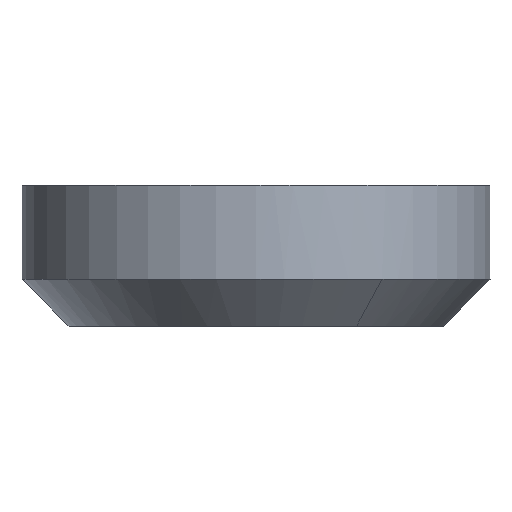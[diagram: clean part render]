
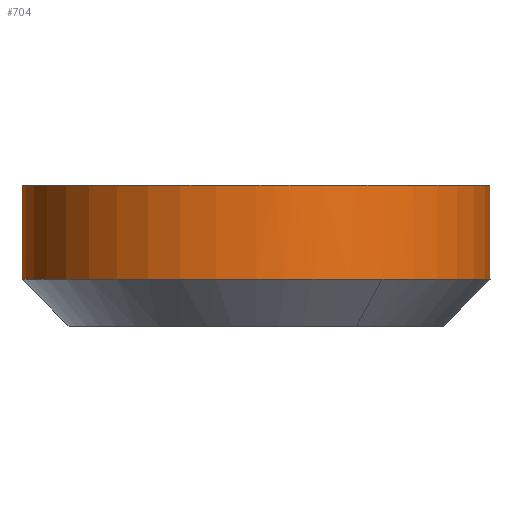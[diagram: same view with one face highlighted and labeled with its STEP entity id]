
A CAD part, top view. The second image highlights one B-rep face of the part: STEP entity #704.
In plain terms, the highlighted free-form (B-spline) face has degree [2, 1] with [7, 2] control points.
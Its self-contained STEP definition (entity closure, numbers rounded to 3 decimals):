
#438=CARTESIAN_POINT('',(4.965,-1.,-0.59));
#439=VERTEX_POINT('',#438);
#440=CARTESIAN_POINT('',(2.689,-1.,4.215));
#441=VERTEX_POINT('',#440);
#442=CARTESIAN_POINT('',(4.965,-1.,-0.59));
#443=CARTESIAN_POINT('',(5.,-1.0,-0.296));
#444=CARTESIAN_POINT('',(5.,-1.0,0.0));
#445=CARTESIAN_POINT('',(5.,-1.0,2.741));
#446=CARTESIAN_POINT('',(2.689,-1.,4.215));
#454=(BOUNDED_CURVE()B_SPLINE_CURVE(2,(#442,#443,#444,#445,#446),.UNSPECIFIED.,.F.,.U.)B_SPLINE_CURVE_WITH_KNOTS((3,2,3),(0.23,0.25,0.408),.UNSPECIFIED.)CURVE()GEOMETRIC_REPRESENTATION_ITEM()RATIONAL_B_SPLINE_CURVE((0.956,0.976,1.0,0.815,0.864))REPRESENTATION_ITEM(''));
#455=EDGE_CURVE('',#439,#441,#454,.T.);
#498=CARTESIAN_POINT('',(-4.985,-1.,0.392));
#499=VERTEX_POINT('',#498);
#505=CARTESIAN_POINT('',(-4.991,-1.,0.305));
#506=VERTEX_POINT('',#505);
#507=CARTESIAN_POINT('',(-4.985,-1.,0.392));
#508=CARTESIAN_POINT('',(-4.988,-1.0,0.349));
#509=CARTESIAN_POINT('',(-4.991,-1.,0.305));
#517=(BOUNDED_CURVE()B_SPLINE_CURVE(2,(#507,#508,#509),.UNSPECIFIED.,.F.,.U.)B_SPLINE_CURVE_WITH_KNOTS((3,3),(0.736,0.739),.UNSPECIFIED.)CURVE()GEOMETRIC_REPRESENTATION_ITEM()RATIONAL_B_SPLINE_CURVE((0.97,0.973,0.976))REPRESENTATION_ITEM(''));
#518=EDGE_CURVE('',#499,#506,#517,.T.);
#571=CARTESIAN_POINT('',(0.,-1.0,5.0));
#572=VERTEX_POINT('',#571);
#573=CARTESIAN_POINT('',(2.689,-1.,4.215));
#574=CARTESIAN_POINT('',(1.459,-1.0,5.0));
#575=CARTESIAN_POINT('',(0.,-1.0,5.0));
#583=(BOUNDED_CURVE()B_SPLINE_CURVE(2,(#573,#574,#575),.UNSPECIFIED.,.F.,.U.)B_SPLINE_CURVE_WITH_KNOTS((3,3),(0.408,0.5),.UNSPECIFIED.)CURVE()GEOMETRIC_REPRESENTATION_ITEM()RATIONAL_B_SPLINE_CURVE((0.864,0.892,1.0))REPRESENTATION_ITEM(''));
#584=EDGE_CURVE('',#441,#572,#583,.T.);
#586=CARTESIAN_POINT('',(0.,-1.0,5.0));
#587=CARTESIAN_POINT('',(-4.622,-1.0,5.0));
#588=CARTESIAN_POINT('',(-4.985,-1.,0.392));
#596=(BOUNDED_CURVE()B_SPLINE_CURVE(2,(#586,#587,#588),.UNSPECIFIED.,.F.,.U.)B_SPLINE_CURVE_WITH_KNOTS((3,3),(0.5,0.736),.UNSPECIFIED.)CURVE()GEOMETRIC_REPRESENTATION_ITEM()RATIONAL_B_SPLINE_CURVE((1.0,0.723,0.97))REPRESENTATION_ITEM(''));
#597=EDGE_CURVE('',#572,#499,#596,.T.);
#632=CARTESIAN_POINT('',(4.965,1.05,-0.59));
#633=CARTESIAN_POINT('',(4.982,1.05,-0.448));
#634=CARTESIAN_POINT('',(4.991,1.05,-0.305));
#635=CARTESIAN_POINT('',(5.296,1.05,4.685));
#636=CARTESIAN_POINT('',(0.305,1.05,4.991));
#637=CARTESIAN_POINT('',(-4.685,1.05,5.296));
#638=CARTESIAN_POINT('',(-4.991,1.05,0.305));
#639=CARTESIAN_POINT('',(4.965,-1.051,-0.59));
#640=CARTESIAN_POINT('',(4.982,-1.051,-0.448));
#641=CARTESIAN_POINT('',(4.991,-1.051,-0.305));
#642=CARTESIAN_POINT('',(5.296,-1.051,4.685));
#643=CARTESIAN_POINT('',(0.305,-1.051,4.991));
#644=CARTESIAN_POINT('',(-4.685,-1.051,5.296));
#645=CARTESIAN_POINT('',(-4.991,-1.051,0.305));
#653=(BOUNDED_SURFACE()B_SPLINE_SURFACE(2,1,((#632,#639),(#633,#640),(#634,#641),(#635,#642),(#636,#643),(#637,#644),(#638,#645)),.UNSPECIFIED.,.F.,.F.,.U.)B_SPLINE_SURFACE_WITH_KNOTS((3,2,2,3),(2,2),(0.0,0.331,8.616,16.9),(0.0,2.101),.UNSPECIFIED.)GEOMETRIC_REPRESENTATION_ITEM()RATIONAL_B_SPLINE_SURFACE(((0.978,0.978),(0.988,0.988),(1.0,1.0),(0.707,0.707),(1.0,1.0),(0.707,0.707),(1.0,1.0)))REPRESENTATION_ITEM('')SURFACE());
#654=CARTESIAN_POINT('',(4.965,1.,-0.59));
#655=VERTEX_POINT('',#654);
#656=CARTESIAN_POINT('',(0.,1.0,5.0));
#657=VERTEX_POINT('',#656);
#658=CARTESIAN_POINT('',(4.965,1.,-0.59));
#659=CARTESIAN_POINT('',(5.0,1.0,-0.296));
#660=CARTESIAN_POINT('',(5.,1.0,0.0));
#661=CARTESIAN_POINT('',(5.,1.0,5.));
#662=CARTESIAN_POINT('',(0.,1.0,5.0));
#670=(BOUNDED_CURVE()B_SPLINE_CURVE(2,(#658,#659,#660,#661,#662),.UNSPECIFIED.,.F.,.U.)B_SPLINE_CURVE_WITH_KNOTS((3,2,3),(0.23,0.25,0.5),.UNSPECIFIED.)CURVE()GEOMETRIC_REPRESENTATION_ITEM()RATIONAL_B_SPLINE_CURVE((0.956,0.976,1.0,0.707,1.0))REPRESENTATION_ITEM(''));
#671=EDGE_CURVE('',#655,#657,#670,.T.);
#672=ORIENTED_EDGE('',*,*,#671,.T.);
#673=CARTESIAN_POINT('',(-4.991,1.,0.305));
#674=VERTEX_POINT('',#673);
#675=CARTESIAN_POINT('',(0.,1.0,5.0));
#676=CARTESIAN_POINT('',(-4.704,1.0,5.0));
#677=CARTESIAN_POINT('',(-4.991,1.,0.305));
#685=(BOUNDED_CURVE()B_SPLINE_CURVE(2,(#675,#676,#677),.UNSPECIFIED.,.F.,.U.)B_SPLINE_CURVE_WITH_KNOTS((3,3),(0.5,0.739),.UNSPECIFIED.)CURVE()GEOMETRIC_REPRESENTATION_ITEM()RATIONAL_B_SPLINE_CURVE((1.0,0.72,0.976))REPRESENTATION_ITEM(''));
#686=EDGE_CURVE('',#657,#674,#685,.T.);
#687=ORIENTED_EDGE('',*,*,#686,.T.);
#688=CARTESIAN_POINT('',(-4.991,1.,0.305));
#689=CARTESIAN_POINT('',(-4.991,-1.,0.305));
#690=QUASI_UNIFORM_CURVE('',1,(#688,#689),.UNSPECIFIED.,.F.,.U.);
#691=EDGE_CURVE('',#674,#506,#690,.T.);
#692=ORIENTED_EDGE('',*,*,#691,.T.);
#693=ORIENTED_EDGE('',*,*,#518,.F.);
#694=ORIENTED_EDGE('',*,*,#597,.F.);
#695=ORIENTED_EDGE('',*,*,#584,.F.);
#696=ORIENTED_EDGE('',*,*,#455,.F.);
#697=CARTESIAN_POINT('',(4.965,1.,-0.59));
#698=CARTESIAN_POINT('',(4.965,-1.,-0.59));
#699=QUASI_UNIFORM_CURVE('',1,(#697,#698),.UNSPECIFIED.,.F.,.U.);
#700=EDGE_CURVE('',#655,#439,#699,.T.);
#701=ORIENTED_EDGE('',*,*,#700,.F.);
#702=EDGE_LOOP('',(#672,#687,#692,#693,#694,#695,#696,#701));
#703=FACE_OUTER_BOUND('',#702,.T.);
#704=ADVANCED_FACE('',(#703),#653,.T.);
